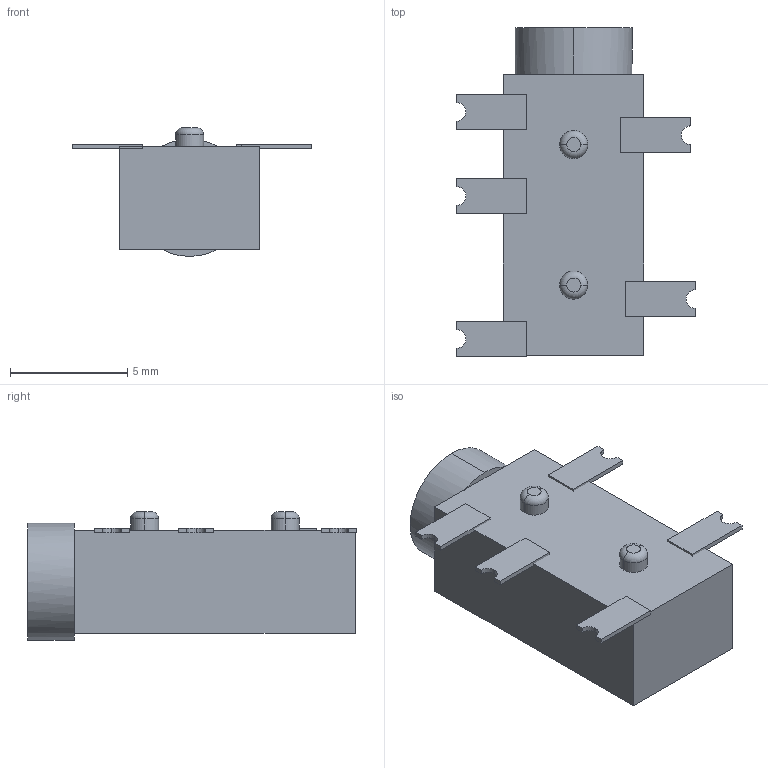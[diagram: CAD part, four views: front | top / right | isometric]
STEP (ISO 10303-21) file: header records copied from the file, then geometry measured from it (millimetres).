
FILE_DESCRIPTION (( 'STEP AP214' ), '1' );
FILE_NAME ('User Library-Phone_jack_PJ327A_5P_SMT.STEP', '2022-03-12T01:17:43', ( '' ), ( '' ), 'SwSTEP 2.0', 'SolidWorks 2021', '' );
FILE_SCHEMA (( 'AUTOMOTIVE_DESIGN' ));
Length unit declared in the file: millimetre
Products named in the file (1): User Library-Phone_jack_PJ327A_5P_SMT
Bounding box: 10.2 x 14.05 x 5.5 mm (x, y, z)
Volume: 229.3 mm3; surface area: 538.1 mm2
Topology: 6 solids, 6 shells, 70 faces, 155 edges, 100 vertices
Faces by surface type: plane 48, cylinder 16, torus 4, cone 2
Entity records: 2774 total; most frequent: DIRECTION 343, CARTESIAN_POINT 326, ORIENTED_EDGE 310, EDGE_CURVE 155, AXIS2_PLACEMENT_3D 117, LINE 109, VECTOR 109, VERTEX_POINT 100
